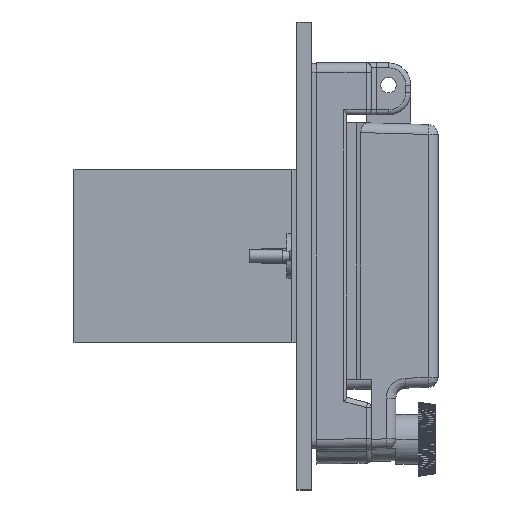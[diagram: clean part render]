
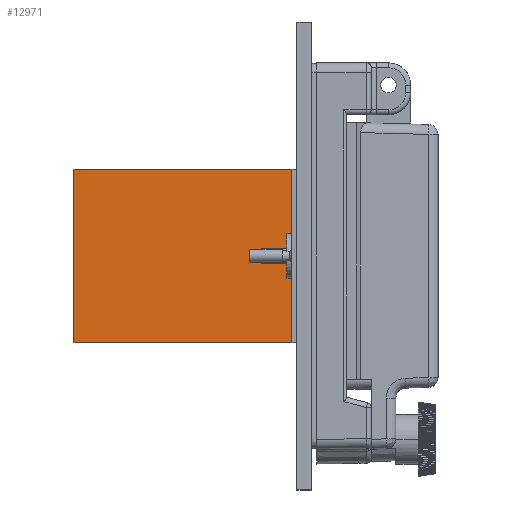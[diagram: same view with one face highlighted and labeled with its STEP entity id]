
A CAD part, front view. The second image highlights one B-rep face of the part: STEP entity #12971.
In plain terms, the highlighted face is planar.
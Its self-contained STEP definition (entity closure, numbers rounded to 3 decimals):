
#3664 = ORIENTED_EDGE ( 'NONE', *, *, #29181, .T. ) ;
#4954 = DIRECTION ( 'NONE',  ( 0., 0., 1. ) ) ;
#7646 = CARTESIAN_POINT ( 'NONE',  ( 19.5, 0., 17.5 ) ) ;
#7882 = VECTOR ( 'NONE', #4954, 1000. ) ;
#12971 = ADVANCED_FACE ( 'NONE', ( #64570 ), #45366, .T. ) ;
#13440 = VECTOR ( 'NONE', #19048, 1000. ) ;
#14236 = CARTESIAN_POINT ( 'NONE',  ( 19.5, 0.6, 17.5 ) ) ;
#15163 = DIRECTION ( 'NONE',  ( 0., 1., 0. ) ) ;
#19048 = DIRECTION ( 'NONE',  ( 0., 1., 0. ) ) ;
#21240 = VERTEX_POINT ( 'NONE', #26434 ) ;
#22345 = EDGE_LOOP ( 'NONE', ( #52808, #3664, #45447, #34472 ) ) ;
#22494 = EDGE_CURVE ( 'NONE', #21240, #46840, #36292, .T. ) ;
#25347 = LINE ( 'NONE', #14236, #13440 ) ;
#26434 = CARTESIAN_POINT ( 'NONE',  ( 19.5, 43., -17.5 ) ) ;
#28632 = VECTOR ( 'NONE', #30776, 1000. ) ;
#29181 = EDGE_CURVE ( 'NONE', #44519, #21240, #42467, .T. ) ;
#30776 = DIRECTION ( 'NONE',  ( 0., 0., 1. ) ) ;
#34011 = VERTEX_POINT ( 'NONE', #68554 ) ;
#34472 = ORIENTED_EDGE ( 'NONE', *, *, #58779, .F. ) ;
#34848 = DIRECTION ( 'NONE',  ( 0., 0., -1. ) ) ;
#36292 = LINE ( 'NONE', #51118, #28632 ) ;
#42294 = CARTESIAN_POINT ( 'NONE',  ( 19.5, -1., -17.5 ) ) ;
#42467 = LINE ( 'NONE', #64340, #68060 ) ;
#44519 = VERTEX_POINT ( 'NONE', #42294 ) ;
#45366 = PLANE ( 'NONE',  #53259 ) ;
#45447 = ORIENTED_EDGE ( 'NONE', *, *, #22494, .T. ) ;
#46840 = VERTEX_POINT ( 'NONE', #53489 ) ;
#47211 = CARTESIAN_POINT ( 'NONE',  ( 19.5, -1., 17.5 ) ) ;
#51088 = DIRECTION ( 'NONE',  ( 1., 0., 0. ) ) ;
#51118 = CARTESIAN_POINT ( 'NONE',  ( 19.5, 43., 17.5 ) ) ;
#52808 = ORIENTED_EDGE ( 'NONE', *, *, #61514, .F. ) ;
#53259 = AXIS2_PLACEMENT_3D ( 'NONE', #7646, #51088, #34848 ) ;
#53489 = CARTESIAN_POINT ( 'NONE',  ( 19.5, 43., 17.5 ) ) ;
#58779 = EDGE_CURVE ( 'NONE', #34011, #46840, #25347, .T. ) ;
#61514 = EDGE_CURVE ( 'NONE', #44519, #34011, #67643, .T. ) ;
#64340 = CARTESIAN_POINT ( 'NONE',  ( 19.5, 0., -17.5 ) ) ;
#64570 = FACE_OUTER_BOUND ( 'NONE', #22345, .T. ) ;
#67643 = LINE ( 'NONE', #47211, #7882 ) ;
#68060 = VECTOR ( 'NONE', #15163, 1000. ) ;
#68554 = CARTESIAN_POINT ( 'NONE',  ( 19.5, -1., 17.5 ) ) ;
